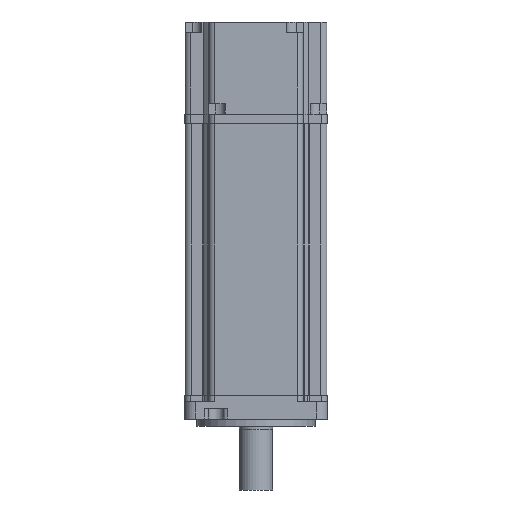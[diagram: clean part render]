
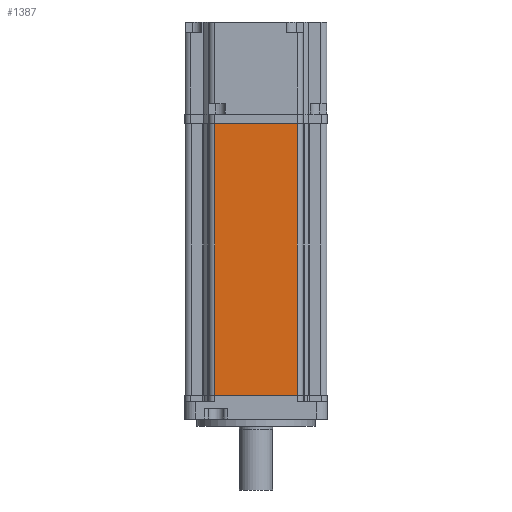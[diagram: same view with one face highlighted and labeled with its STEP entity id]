
A CAD part, front view. The second image highlights one B-rep face of the part: STEP entity #1387.
In plain terms, the highlighted planar face has unit normal (0, -1, 0).
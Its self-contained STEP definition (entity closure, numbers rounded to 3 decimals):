
#383 = DIRECTION ( 'NONE',  ( 0., 1., 0. ) ) ;
#518 = VERTEX_POINT ( 'NONE', #16644 ) ;
#812 = CARTESIAN_POINT ( 'NONE',  ( -17.5, -30., 115. ) ) ;
#1050 = VECTOR ( 'NONE', #1785, 1000. ) ;
#1178 = EDGE_CURVE ( 'NONE', #6825, #518, #16388, .T. ) ;
#1387 = ADVANCED_FACE ( 'NONE', ( #13220 ), #12018, .F. ) ;
#1785 = DIRECTION ( 'NONE',  ( 0., 0., -1. ) ) ;
#3027 = LINE ( 'NONE', #9251, #6909 ) ;
#3924 = ORIENTED_EDGE ( 'NONE', *, *, #8018, .F. ) ;
#5007 = CARTESIAN_POINT ( 'NONE',  ( -17.5, -30., 115. ) ) ;
#5095 = EDGE_CURVE ( 'NONE', #518, #11780, #9693, .T. ) ;
#6150 = CARTESIAN_POINT ( 'NONE',  ( -17.5, -30., 115. ) ) ;
#6825 = VERTEX_POINT ( 'NONE', #5007 ) ;
#6909 = VECTOR ( 'NONE', #17881, 1000. ) ;
#7163 = CARTESIAN_POINT ( 'NONE',  ( -17.5, -30., 0. ) ) ;
#7507 = CARTESIAN_POINT ( 'NONE',  ( -17.5, -30., 115. ) ) ;
#7947 = LINE ( 'NONE', #812, #14729 ) ;
#8018 = EDGE_CURVE ( 'NONE', #6825, #9844, #7947, .T. ) ;
#9251 = CARTESIAN_POINT ( 'NONE',  ( 17.5, -30., 115. ) ) ;
#9693 = LINE ( 'NONE', #7163, #16905 ) ;
#9844 = VERTEX_POINT ( 'NONE', #10493 ) ;
#10493 = CARTESIAN_POINT ( 'NONE',  ( 17.5, -30., 115. ) ) ;
#11780 = VERTEX_POINT ( 'NONE', #14144 ) ;
#12018 = PLANE ( 'NONE',  #17742 ) ;
#12851 = DIRECTION ( 'NONE',  ( 1., 0., 0. ) ) ;
#13126 = ORIENTED_EDGE ( 'NONE', *, *, #1178, .T. ) ;
#13220 = FACE_OUTER_BOUND ( 'NONE', #18184, .T. ) ;
#13793 = DIRECTION ( 'NONE',  ( 1., 0., 0. ) ) ;
#14144 = CARTESIAN_POINT ( 'NONE',  ( 17.5, -30., 0. ) ) ;
#14729 = VECTOR ( 'NONE', #13793, 1000. ) ;
#14980 = ORIENTED_EDGE ( 'NONE', *, *, #16577, .F. ) ;
#15582 = ORIENTED_EDGE ( 'NONE', *, *, #5095, .T. ) ;
#16388 = LINE ( 'NONE', #7507, #1050 ) ;
#16577 = EDGE_CURVE ( 'NONE', #9844, #11780, #3027, .T. ) ;
#16644 = CARTESIAN_POINT ( 'NONE',  ( -17.5, -30., 0. ) ) ;
#16905 = VECTOR ( 'NONE', #12851, 1000. ) ;
#17629 = DIRECTION ( 'NONE',  ( 0., 0., 1. ) ) ;
#17742 = AXIS2_PLACEMENT_3D ( 'NONE', #6150, #383, #17629 ) ;
#17881 = DIRECTION ( 'NONE',  ( 0., 0., -1. ) ) ;
#18184 = EDGE_LOOP ( 'NONE', ( #15582, #14980, #3924, #13126 ) ) ;
